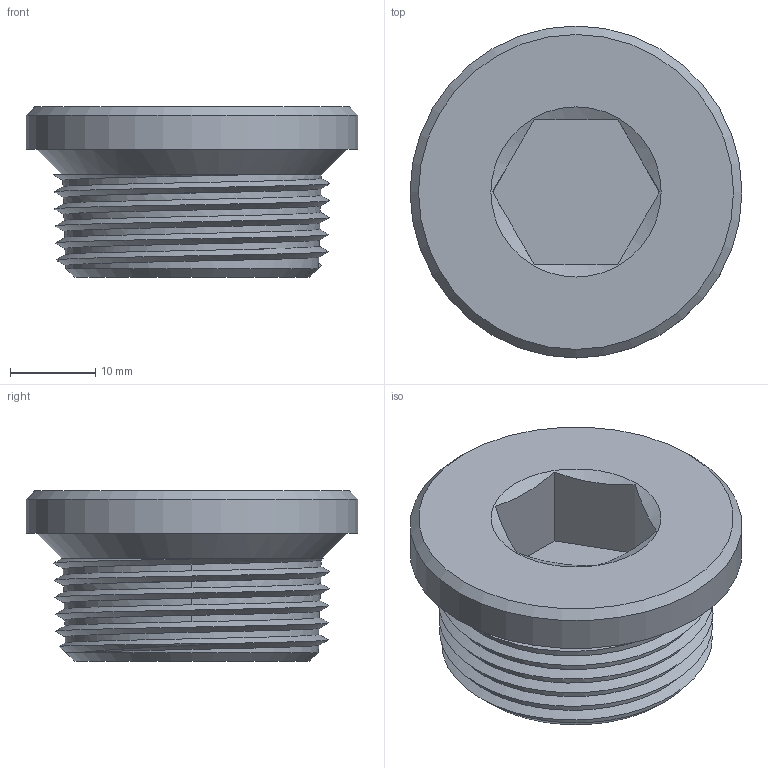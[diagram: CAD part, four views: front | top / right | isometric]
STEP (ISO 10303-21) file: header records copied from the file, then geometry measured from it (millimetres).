
FILE_DESCRIPTION(/* description */ (''),/* implementation_level */ '2;1');
FILE_NAME(/* name */ 'PPS1 A734.x_t.ipt.stp',/* time_stamp */ '2021-12-23T10:56:25+01:00',/* author */ ('Utilisateur'),/* organization */ (''),/* preprocessor_version */ 'ST-DEVELOPER v18.1',/* originating_system */ 'Autodesk Inventor 2021',/* authorisation */ '');
FILE_SCHEMA (('AUTOMOTIVE_DESIGN { 1 0 10303 214 3 1 1 }'));
Length unit declared in the file: metre
Products named in the file (1): PPS1 A734.x_t
Bounding box: 39 x 39 x 20 mm (x, y, z)
Volume: 14843.6 mm3; surface area: 6006.2 mm2
Topology: 1 solids, 1 shells, 26 faces, 70 edges, 47 vertices
Faces by surface type: plane 12, cone 10, bspline 3, cylinder 1
Full cylindrical faces by diameter (mm): 39 x1
Entity records: 5081 total; most frequent: CARTESIAN_POINT 4432, ORIENTED_EDGE 140, DIRECTION 101, EDGE_CURVE 70, VERTEX_POINT 47, AXIS2_PLACEMENT_3D 38, EDGE_LOOP 29, FACE_OUTER_BOUND 26
